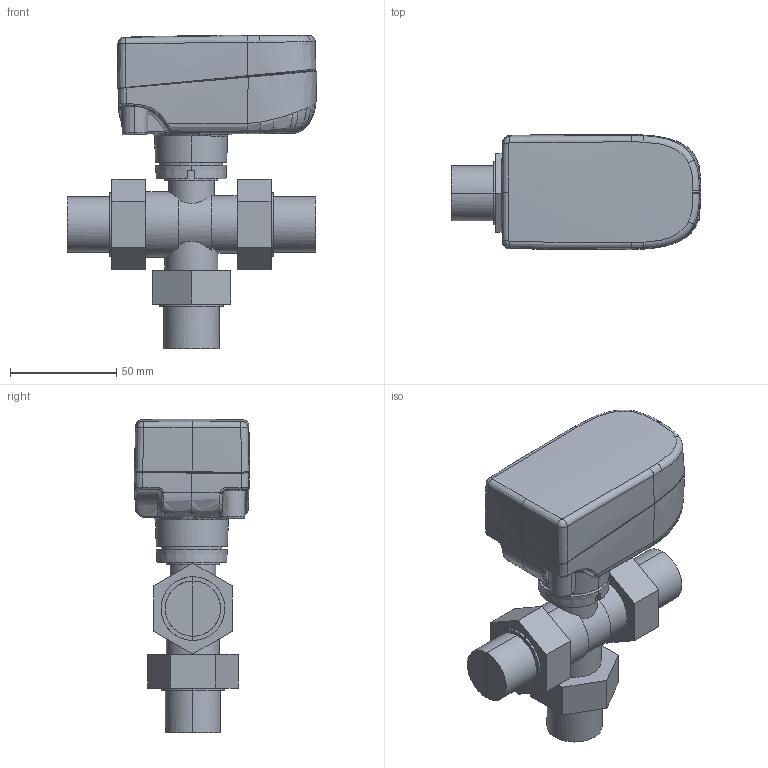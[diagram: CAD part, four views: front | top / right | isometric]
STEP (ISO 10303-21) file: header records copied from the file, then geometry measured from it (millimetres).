
FILE_DESCRIPTION(('CATIA V5 STEP Exchange','CAx-IF Rec.Pracs.--- Model Styling and Organization---1.5--- 2016-08-15','CAx-IF Rec.Pracs.---Supplemental Geometry---1.0---2011-11-01','CAx-IF Rec.Pracs.--- Composite Materials ---3.4---2017-06-13','CAx-IF Rec.Pracs.---Tessellated 3D Geometry---1.0---2015-12-17'),'2;1');
FILE_NAME('STEP_644352_-_TST.stp','2024-01-19T07:28:12+00:00',('none'),('none'),'CATIA Version 5-6 Release 2020 SP5','CATIA V5 STEP AP242 v2','none');
FILE_SCHEMA(('AP242_MANAGED_MODEL_BASED_3D_ENGINEERING_MIM_LF {1 0 10303 442 1 1 4}'));
Products named in the file (1): 644352 - TST
Bounding box: 117.51 x 54.23 x 147.7 mm (x, y, z)
Volume: 268383.8 mm3; surface area: 64263.6 mm2
Topology: 2 solids, 2 shells, 673 faces, 2189 edges, 1528 vertices
Faces by surface type: bspline 379, plane 127, revolution 89, cylinder 77, torus 1
Entity records: 37027 total; most frequent: CARTESIAN_POINT 22875, ORIENTED_EDGE 4348, EDGE_CURVE 2174, VERTEX_POINT 1523, B_SPLINE_CURVE_WITH_KNOTS 1305, DIRECTION 774, EDGE_LOOP 693, ADVANCED_FACE 673
